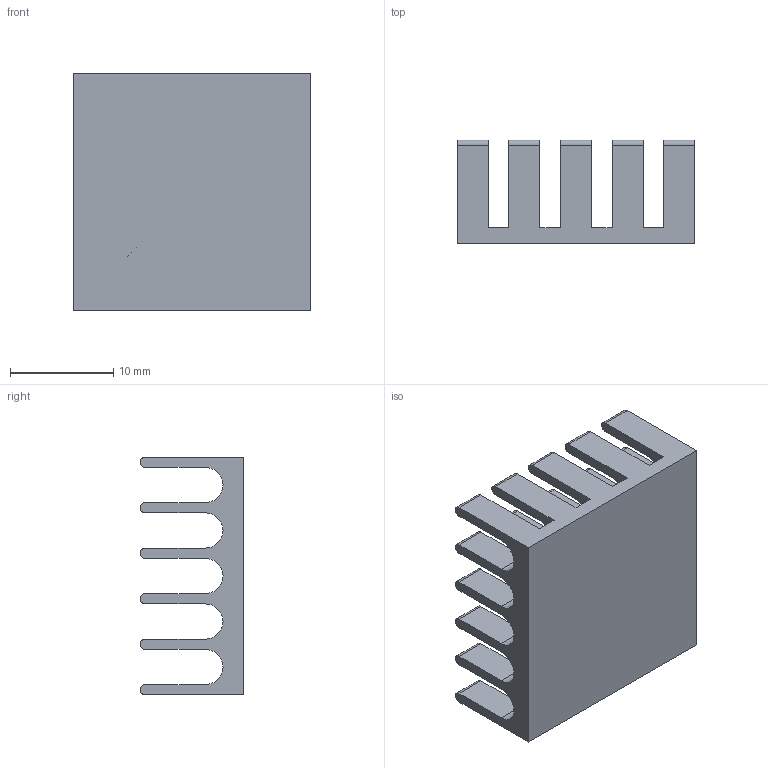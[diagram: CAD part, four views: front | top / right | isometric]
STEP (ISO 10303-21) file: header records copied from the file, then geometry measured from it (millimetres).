
FILE_DESCRIPTION (( 'STEP AP214' ), '1' );
FILE_NAME ('Disipador_23x23x10.STEP', '2018-02-16T21:06:57', ( '' ), ( '' ), 'SwSTEP 2.0', 'SolidWorks 2017', '' );
FILE_SCHEMA (( 'AUTOMOTIVE_DESIGN' ));
Length unit declared in the file: millimetre
Products named in the file (1): Disipador_23x23x10
Bounding box: 23 x 10 x 23 mm (x, y, z)
Volume: 1769.4 mm3; surface area: 3153.5 mm2
Topology: 1 solids, 1 shells, 152 faces, 450 edges, 300 vertices
Faces by surface type: cylinder 85, plane 67
Entity records: 5178 total; most frequent: DIRECTION 926, CARTESIAN_POINT 903, ORIENTED_EDGE 900, EDGE_CURVE 450, AXIS2_PLACEMENT_3D 323, VERTEX_POINT 300, LINE 280, VECTOR 280
